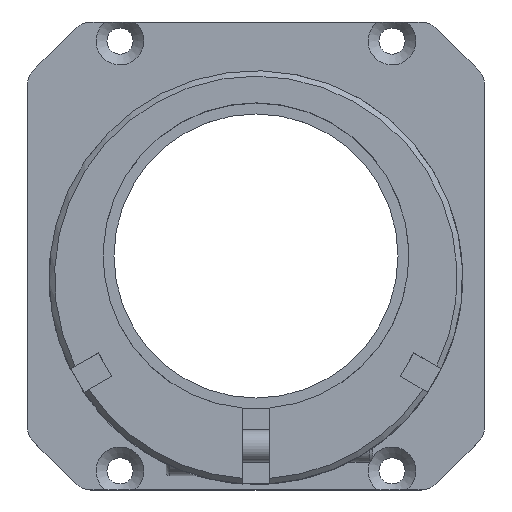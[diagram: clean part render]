
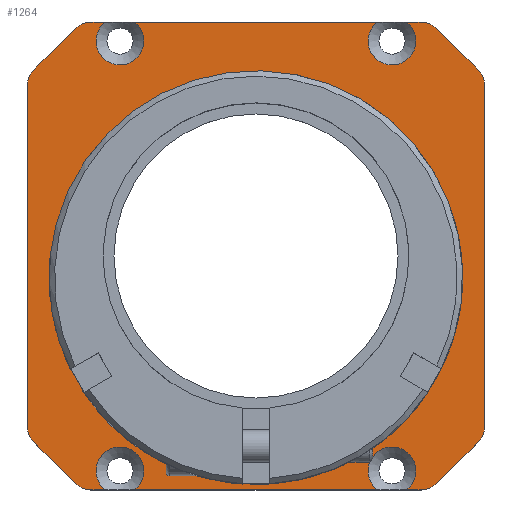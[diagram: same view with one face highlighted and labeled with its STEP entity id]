
A CAD part, top view. The second image highlights one B-rep face of the part: STEP entity #1264.
In plain terms, the highlighted planar face has unit normal (0, 0, 1).
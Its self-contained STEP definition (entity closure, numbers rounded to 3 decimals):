
#79=LINE('',#2113,#170);
#80=LINE('',#2117,#171);
#81=LINE('',#2121,#172);
#82=LINE('',#2125,#173);
#83=LINE('',#2129,#174);
#84=LINE('',#2133,#175);
#85=LINE('',#2137,#176);
#86=LINE('',#2141,#177);
#87=LINE('',#2145,#178);
#88=LINE('',#2149,#179);
#89=LINE('',#2153,#180);
#90=LINE('',#2156,#181);
#170=VECTOR('',#1635,10.);
#171=VECTOR('',#1638,10.);
#172=VECTOR('',#1641,10.);
#173=VECTOR('',#1644,10.);
#174=VECTOR('',#1647,10.);
#175=VECTOR('',#1650,10.);
#176=VECTOR('',#1653,10.);
#177=VECTOR('',#1656,10.);
#178=VECTOR('',#1659,10.);
#179=VECTOR('',#1662,10.);
#180=VECTOR('',#1665,10.);
#181=VECTOR('',#1668,10.);
#242=PLANE('',#1372);
#274=FACE_BOUND('',#418,.T.);
#331=FACE_OUTER_BOUND('',#417,.T.);
#417=EDGE_LOOP('',(#990,#991,#992,#993,#994,#995,#996,#997,#998,#999,#1000,
#1001,#1002,#1003,#1004,#1005,#1006,#1007,#1008,#1009,#1010,#1011,#1012,
#1013));
#418=EDGE_LOOP('',(#1014));
#475=CIRCLE('',#1340,19.);
#488=CIRCLE('',#1373,2.2);
#489=CIRCLE('',#1374,2.2);
#490=CIRCLE('',#1375,2.);
#491=CIRCLE('',#1376,2.);
#492=CIRCLE('',#1377,2.);
#493=CIRCLE('',#1378,2.);
#494=CIRCLE('',#1379,2.2);
#495=CIRCLE('',#1380,2.2);
#496=CIRCLE('',#1381,2.);
#497=CIRCLE('',#1382,2.);
#498=CIRCLE('',#1383,2.);
#499=CIRCLE('',#1384,2.);
#561=VERTEX_POINT('',#1973);
#585=VERTEX_POINT('',#2109);
#586=VERTEX_POINT('',#2110);
#587=VERTEX_POINT('',#2112);
#588=VERTEX_POINT('',#2114);
#589=VERTEX_POINT('',#2116);
#590=VERTEX_POINT('',#2118);
#591=VERTEX_POINT('',#2120);
#592=VERTEX_POINT('',#2122);
#593=VERTEX_POINT('',#2124);
#594=VERTEX_POINT('',#2126);
#595=VERTEX_POINT('',#2128);
#596=VERTEX_POINT('',#2130);
#597=VERTEX_POINT('',#2132);
#598=VERTEX_POINT('',#2134);
#599=VERTEX_POINT('',#2136);
#600=VERTEX_POINT('',#2138);
#601=VERTEX_POINT('',#2140);
#602=VERTEX_POINT('',#2142);
#603=VERTEX_POINT('',#2144);
#604=VERTEX_POINT('',#2146);
#605=VERTEX_POINT('',#2148);
#606=VERTEX_POINT('',#2150);
#607=VERTEX_POINT('',#2152);
#608=VERTEX_POINT('',#2154);
#692=EDGE_CURVE('',#561,#561,#475,.T.);
#730=EDGE_CURVE('',#585,#586,#488,.T.);
#731=EDGE_CURVE('',#586,#587,#79,.T.);
#732=EDGE_CURVE('',#587,#588,#489,.T.);
#733=EDGE_CURVE('',#588,#589,#80,.T.);
#734=EDGE_CURVE('',#590,#589,#490,.T.);
#735=EDGE_CURVE('',#591,#590,#81,.T.);
#736=EDGE_CURVE('',#592,#591,#491,.T.);
#737=EDGE_CURVE('',#592,#593,#82,.T.);
#738=EDGE_CURVE('',#594,#593,#492,.T.);
#739=EDGE_CURVE('',#595,#594,#83,.T.);
#740=EDGE_CURVE('',#596,#595,#493,.T.);
#741=EDGE_CURVE('',#596,#597,#84,.T.);
#742=EDGE_CURVE('',#597,#598,#494,.T.);
#743=EDGE_CURVE('',#598,#599,#85,.T.);
#744=EDGE_CURVE('',#599,#600,#495,.T.);
#745=EDGE_CURVE('',#600,#601,#86,.T.);
#746=EDGE_CURVE('',#602,#601,#496,.T.);
#747=EDGE_CURVE('',#603,#602,#87,.T.);
#748=EDGE_CURVE('',#604,#603,#497,.T.);
#749=EDGE_CURVE('',#604,#605,#88,.T.);
#750=EDGE_CURVE('',#606,#605,#498,.T.);
#751=EDGE_CURVE('',#607,#606,#89,.T.);
#752=EDGE_CURVE('',#608,#607,#499,.T.);
#753=EDGE_CURVE('',#608,#585,#90,.T.);
#990=ORIENTED_EDGE('',*,*,#730,.T.);
#991=ORIENTED_EDGE('',*,*,#731,.T.);
#992=ORIENTED_EDGE('',*,*,#732,.T.);
#993=ORIENTED_EDGE('',*,*,#733,.T.);
#994=ORIENTED_EDGE('',*,*,#734,.F.);
#995=ORIENTED_EDGE('',*,*,#735,.F.);
#996=ORIENTED_EDGE('',*,*,#736,.F.);
#997=ORIENTED_EDGE('',*,*,#737,.T.);
#998=ORIENTED_EDGE('',*,*,#738,.F.);
#999=ORIENTED_EDGE('',*,*,#739,.F.);
#1000=ORIENTED_EDGE('',*,*,#740,.F.);
#1001=ORIENTED_EDGE('',*,*,#741,.T.);
#1002=ORIENTED_EDGE('',*,*,#742,.T.);
#1003=ORIENTED_EDGE('',*,*,#743,.T.);
#1004=ORIENTED_EDGE('',*,*,#744,.T.);
#1005=ORIENTED_EDGE('',*,*,#745,.T.);
#1006=ORIENTED_EDGE('',*,*,#746,.F.);
#1007=ORIENTED_EDGE('',*,*,#747,.F.);
#1008=ORIENTED_EDGE('',*,*,#748,.F.);
#1009=ORIENTED_EDGE('',*,*,#749,.T.);
#1010=ORIENTED_EDGE('',*,*,#750,.F.);
#1011=ORIENTED_EDGE('',*,*,#751,.F.);
#1012=ORIENTED_EDGE('',*,*,#752,.F.);
#1013=ORIENTED_EDGE('',*,*,#753,.T.);
#1014=ORIENTED_EDGE('',*,*,#692,.T.);
#1264=ADVANCED_FACE('',(#331,#274),#242,.T.);
#1340=AXIS2_PLACEMENT_3D('',#1974,#1543,#1544);
#1372=AXIS2_PLACEMENT_3D('',#2108,#1631,#1632);
#1373=AXIS2_PLACEMENT_3D('',#2111,#1633,#1634);
#1374=AXIS2_PLACEMENT_3D('',#2115,#1636,#1637);
#1375=AXIS2_PLACEMENT_3D('',#2119,#1639,#1640);
#1376=AXIS2_PLACEMENT_3D('',#2123,#1642,#1643);
#1377=AXIS2_PLACEMENT_3D('',#2127,#1645,#1646);
#1378=AXIS2_PLACEMENT_3D('',#2131,#1648,#1649);
#1379=AXIS2_PLACEMENT_3D('',#2135,#1651,#1652);
#1380=AXIS2_PLACEMENT_3D('',#2139,#1654,#1655);
#1381=AXIS2_PLACEMENT_3D('',#2143,#1657,#1658);
#1382=AXIS2_PLACEMENT_3D('',#2147,#1660,#1661);
#1383=AXIS2_PLACEMENT_3D('',#2151,#1663,#1664);
#1384=AXIS2_PLACEMENT_3D('',#2155,#1666,#1667);
#1543=DIRECTION('center_axis',(0.,0.,-1.));
#1544=DIRECTION('ref_axis',(-1.,0.,0.));
#1631=DIRECTION('center_axis',(0.,0.,1.));
#1632=DIRECTION('ref_axis',(1.,0.,0.));
#1633=DIRECTION('center_axis',(0.,0.,-1.));
#1634=DIRECTION('ref_axis',(1.,0.,0.));
#1635=DIRECTION('',(-1.,0.,0.));
#1636=DIRECTION('center_axis',(0.,0.,-1.));
#1637=DIRECTION('ref_axis',(1.,0.,0.));
#1638=DIRECTION('',(-1.,0.,0.));
#1639=DIRECTION('center_axis',(0.,0.,-1.));
#1640=DIRECTION('ref_axis',(-0.383,0.924,0.));
#1641=DIRECTION('',(0.707,0.707,0.));
#1642=DIRECTION('center_axis',(0.,0.,-1.));
#1643=DIRECTION('ref_axis',(-0.924,0.383,0.));
#1644=DIRECTION('',(0.,-1.,0.));
#1645=DIRECTION('center_axis',(0.,0.,-1.));
#1646=DIRECTION('ref_axis',(-0.924,-0.383,0.));
#1647=DIRECTION('',(-0.707,0.707,0.));
#1648=DIRECTION('center_axis',(0.,0.,-1.));
#1649=DIRECTION('ref_axis',(-0.383,-0.924,0.));
#1650=DIRECTION('',(1.,0.,0.));
#1651=DIRECTION('center_axis',(0.,0.,-1.));
#1652=DIRECTION('ref_axis',(1.,0.,0.));
#1653=DIRECTION('',(1.,0.,0.));
#1654=DIRECTION('center_axis',(0.,0.,-1.));
#1655=DIRECTION('ref_axis',(1.,0.,0.));
#1656=DIRECTION('',(1.,0.,0.));
#1657=DIRECTION('center_axis',(0.,0.,-1.));
#1658=DIRECTION('ref_axis',(0.383,-0.924,0.));
#1659=DIRECTION('',(-0.707,-0.707,0.));
#1660=DIRECTION('center_axis',(0.,0.,-1.));
#1661=DIRECTION('ref_axis',(0.924,-0.383,0.));
#1662=DIRECTION('',(0.,1.,0.));
#1663=DIRECTION('center_axis',(0.,0.,-1.));
#1664=DIRECTION('ref_axis',(0.924,0.383,0.));
#1665=DIRECTION('',(0.707,-0.707,0.));
#1666=DIRECTION('center_axis',(0.,0.,-1.));
#1667=DIRECTION('ref_axis',(0.383,0.924,0.));
#1668=DIRECTION('',(-1.,0.,0.));
#1973=CARTESIAN_POINT('',(19.493,-3.186,-4.82));
#1974=CARTESIAN_POINT('Origin',(0.493,-3.186,-4.82));
#2108=CARTESIAN_POINT('Origin',(0.505,-1.186,-4.82));
#2109=CARTESIAN_POINT('',(14.339,20.314,-4.82));
#2110=CARTESIAN_POINT('',(11.672,20.314,-4.82));
#2111=CARTESIAN_POINT('Origin',(13.005,18.564,-4.82));
#2112=CARTESIAN_POINT('',(-10.661,20.314,-4.82));
#2113=CARTESIAN_POINT('',(21.505,20.314,-4.82));
#2114=CARTESIAN_POINT('',(-13.328,20.314,-4.82));
#2115=CARTESIAN_POINT('Origin',(-11.995,18.564,-4.82));
#2116=CARTESIAN_POINT('',(-14.666,20.314,-4.82));
#2117=CARTESIAN_POINT('',(21.505,20.314,-4.82));
#2118=CARTESIAN_POINT('',(-16.08,19.729,-4.82));
#2119=CARTESIAN_POINT('Origin',(-14.666,18.314,-4.82));
#2120=CARTESIAN_POINT('',(-19.909,15.9,-4.82));
#2121=CARTESIAN_POINT('',(-18.12,17.689,-4.82));
#2122=CARTESIAN_POINT('',(-20.495,14.486,-4.82));
#2123=CARTESIAN_POINT('Origin',(-18.495,14.486,-4.82));
#2124=CARTESIAN_POINT('',(-20.495,-16.857,-4.82));
#2125=CARTESIAN_POINT('',(-20.495,20.314,-4.82));
#2126=CARTESIAN_POINT('',(-19.909,-18.271,-4.82));
#2127=CARTESIAN_POINT('Origin',(-18.495,-16.857,-4.82));
#2128=CARTESIAN_POINT('',(-16.08,-22.1,-4.82));
#2129=CARTESIAN_POINT('',(-18.12,-20.061,-4.82));
#2130=CARTESIAN_POINT('',(-14.666,-22.686,-4.82));
#2131=CARTESIAN_POINT('Origin',(-14.666,-20.686,-4.82));
#2132=CARTESIAN_POINT('',(-13.328,-22.686,-4.82));
#2133=CARTESIAN_POINT('',(-20.495,-22.686,-4.82));
#2134=CARTESIAN_POINT('',(-10.661,-22.686,-4.82));
#2135=CARTESIAN_POINT('Origin',(-11.995,-20.936,-4.82));
#2136=CARTESIAN_POINT('',(11.672,-22.686,-4.82));
#2137=CARTESIAN_POINT('',(-20.495,-22.686,-4.82));
#2138=CARTESIAN_POINT('',(14.339,-22.686,-4.82));
#2139=CARTESIAN_POINT('Origin',(13.005,-20.936,-4.82));
#2140=CARTESIAN_POINT('',(15.677,-22.686,-4.82));
#2141=CARTESIAN_POINT('',(-20.495,-22.686,-4.82));
#2142=CARTESIAN_POINT('',(17.091,-22.1,-4.82));
#2143=CARTESIAN_POINT('Origin',(15.677,-20.686,-4.82));
#2144=CARTESIAN_POINT('',(20.92,-18.271,-4.82));
#2145=CARTESIAN_POINT('',(19.13,-20.061,-4.82));
#2146=CARTESIAN_POINT('',(21.505,-16.857,-4.82));
#2147=CARTESIAN_POINT('Origin',(19.505,-16.857,-4.82));
#2148=CARTESIAN_POINT('',(21.505,14.486,-4.82));
#2149=CARTESIAN_POINT('',(21.505,-22.686,-4.82));
#2150=CARTESIAN_POINT('',(20.92,15.9,-4.82));
#2151=CARTESIAN_POINT('Origin',(19.505,14.486,-4.82));
#2152=CARTESIAN_POINT('',(17.091,19.729,-4.82));
#2153=CARTESIAN_POINT('',(19.13,17.689,-4.82));
#2154=CARTESIAN_POINT('',(15.677,20.314,-4.82));
#2155=CARTESIAN_POINT('Origin',(15.677,18.314,-4.82));
#2156=CARTESIAN_POINT('',(21.505,20.314,-4.82));
